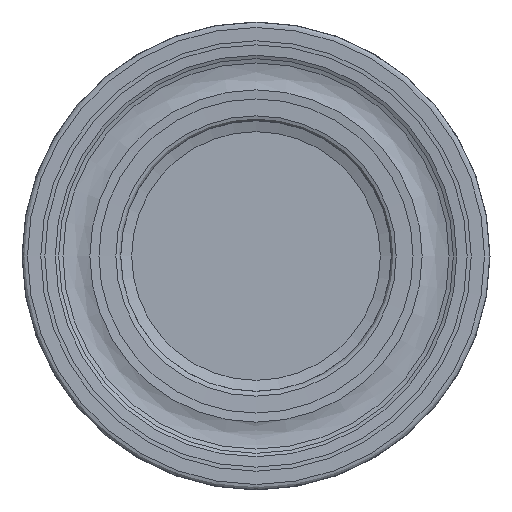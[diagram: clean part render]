
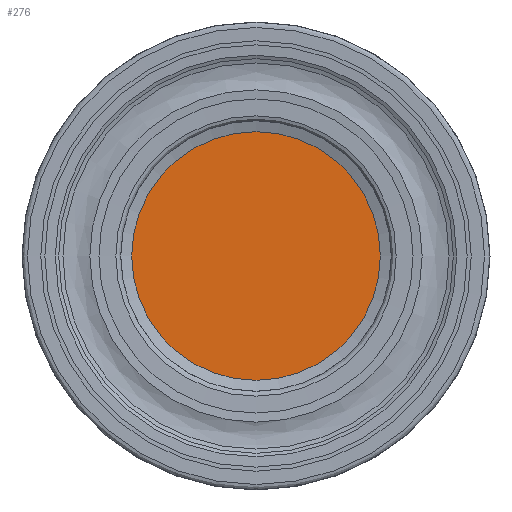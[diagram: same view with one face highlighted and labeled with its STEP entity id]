
A CAD part, left-side view. The second image highlights one B-rep face of the part: STEP entity #276.
In plain terms, the highlighted planar face has unit normal (-1, 0, 0).
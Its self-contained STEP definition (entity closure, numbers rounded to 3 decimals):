
#276=ADVANCED_FACE('',(#317),#314,.F.);
#314=PLANE('',#580);
#317=FACE_OUTER_BOUND('',#319,.T.);
#319=EDGE_LOOP('',(#393));
#393=ORIENTED_EDGE('',*,*,#504,.T.);
#467=VERTEX_POINT('',#777);
#504=EDGE_CURVE('',#467,#467,#541,.T.);
#541=CIRCLE('',#579,8.5);
#579=AXIS2_PLACEMENT_3D('',#776,#639,#640);
#580=AXIS2_PLACEMENT_3D('',#778,#641,#642);
#639=DIRECTION('',(-1.,0.,0.));
#640=DIRECTION('',(0.,0.,1.));
#641=DIRECTION('',(1.,0.,0.));
#642=DIRECTION('',(0.,0.,-1.));
#776=CARTESIAN_POINT('',(1.8,0.,0.));
#777=CARTESIAN_POINT('',(1.8,0.,8.5));
#778=CARTESIAN_POINT('',(1.8,0.,0.));
